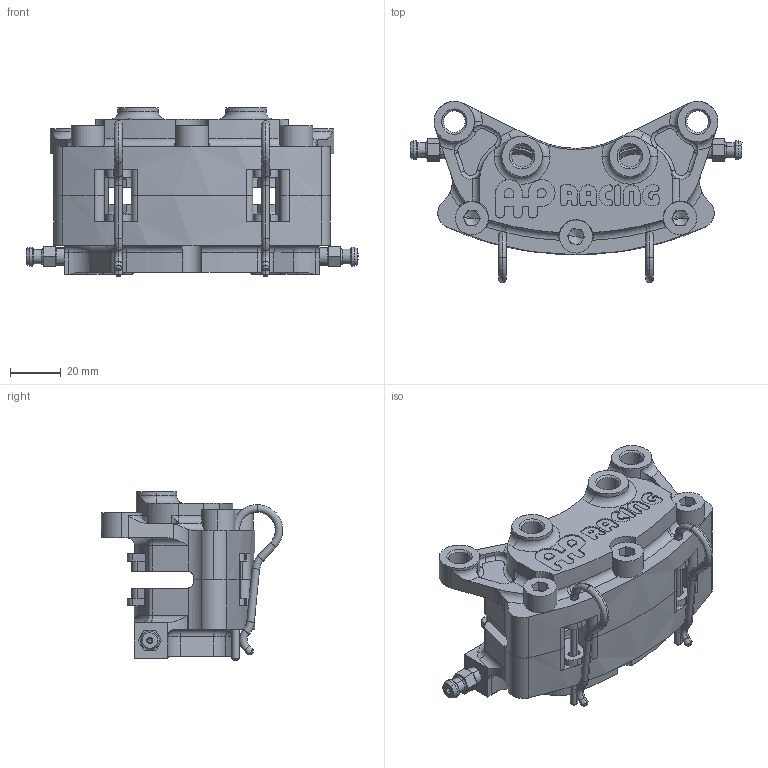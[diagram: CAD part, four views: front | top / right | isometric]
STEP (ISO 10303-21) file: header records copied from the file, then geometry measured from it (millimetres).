
FILE_DESCRIPTION (( 'STEP AP203' ), '1' );
FILE_NAME ('CP4227-2S0.STEP', '2012-08-15T07:21:41', ( 'Joe Bennett' ), ( '' ), 'SwSTEP 2.0', 'SolidWorks 2012', '' );
FILE_SCHEMA (( 'CONFIG_CONTROL_DESIGN' ));
Length unit declared in the file: millimetre
Products named in the file (8): CP4227-2S0; CP4226-4m; CP4469-101; cp4226-104_CP4226-104; cp3838-M08x1.25m_CP4477-110; cp3049-40a_CP4226-103; CP4227-102; CP4227-101
Assembly tree (17 placements, depth 2):
  CP4227-2S0
    CP4227-101
    CP4227-102
    cp3049-40a_CP4226-103  x4
    cp3838-M08x1.25m_CP4477-110  x3
    cp4226-104_CP4226-104  x2
    CP4469-101  x2
    CP4226-4m  x4
Bounding box: 130.94 x 71.51 x 66.42 mm (x, y, z)
Volume: 185849.1 mm3; surface area: 80874.3 mm2
Topology: 17 solids, 17 shells, 1247 faces, 3122 edges, 1944 vertices
Faces by surface type: cylinder 503, plane 390, cone 179, torus 173, bspline 2
Entity records: 30304 total; most frequent: CARTESIAN_POINT 6451, DIRECTION 5090, ORIENTED_EDGE 4644, EDGE_CURVE 2322, AXIS2_PLACEMENT_3D 2021, VERTEX_POINT 1470, CIRCLE 1091, LINE 1048
